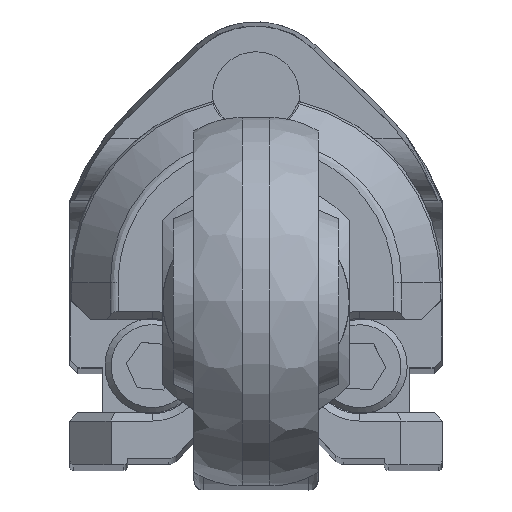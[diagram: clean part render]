
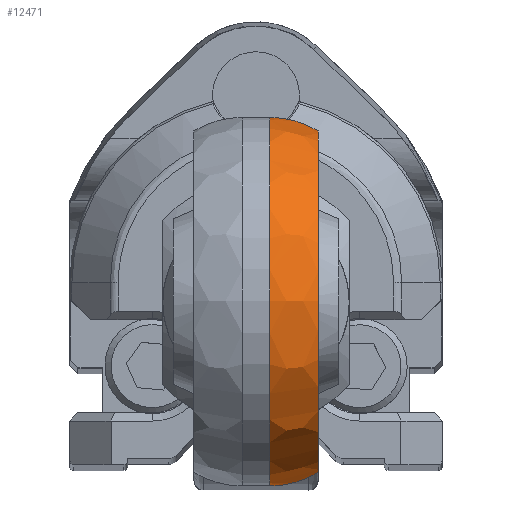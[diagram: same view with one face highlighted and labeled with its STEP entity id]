
A CAD part, top view. The second image highlights one B-rep face of the part: STEP entity #12471.
In plain terms, the highlighted free-form (B-spline) face has degree [3, 3] with [4, 7] control points.
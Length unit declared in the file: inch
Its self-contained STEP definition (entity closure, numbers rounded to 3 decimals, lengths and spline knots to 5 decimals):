
#285 = DIRECTION ( 'NONE',  ( -1., 0., 0. ) ) ;
#530 = CARTESIAN_POINT ( 'NONE',  ( 0.11811, 0.29589, 4.84942 ) ) ;
#549 = AXIS2_PLACEMENT_3D ( 'NONE', #5209, #5103, #14192 ) ;
#628 = CARTESIAN_POINT ( 'NONE',  ( 0.11811, -0.02872, 5.17403 ) ) ;
#932 = CARTESIAN_POINT ( 'NONE',  ( 0.0902, -0.22882, 5.191 ) ) ;
#1600 = AXIS2_PLACEMENT_3D ( 'NONE', #4655, #13846, #15605 ) ;
#1929 = CARTESIAN_POINT ( 'NONE',  ( 0.11811, -0.35334, 4.84942 ) ) ;
#2370 = CARTESIAN_POINT ( 'NONE',  ( 0.11811, -0.35334, 4.84942 ) ) ;
#2465 = CARTESIAN_POINT ( 'NONE',  ( 0.02608, 0.17653, 5.19981 ) ) ;
#3597 = CARTESIAN_POINT ( 'NONE',  ( 0.02608, -0.37912, 4.84942 ) ) ;
#3617 = VERTEX_POINT ( 'NONE', #1929 ) ;
#3981 = CARTESIAN_POINT ( 'NONE',  ( 0.05874, -0.02872, 5.19981 ) ) ;
#4390 = ORIENTED_EDGE ( 'NONE', *, *, #9283, .T. ) ;
#4655 = CARTESIAN_POINT ( 'NONE',  ( 0.02608, 0.14451, 4.84942 ) ) ;
#5103 = DIRECTION ( 'NONE',  ( 0., 0., 1. ) ) ;
#5112 = CARTESIAN_POINT ( 'NONE',  ( 0.02608, -0.37912, 4.84942 ) ) ;
#5209 = CARTESIAN_POINT ( 'NONE',  ( 0.02608, -0.20195, 4.84942 ) ) ;
#5218 = CARTESIAN_POINT ( 'NONE',  ( 0.02608, -0.02872, 5.19981 ) ) ;
#5314 = CARTESIAN_POINT ( 'NONE',  ( 0.0902, 0.31286, 5.04951 ) ) ;
#5470 = VERTEX_POINT ( 'NONE', #6588 ) ;
#5775 = AXIS2_PLACEMENT_3D ( 'NONE', #11177, #285, #12833 ) ;
#6588 = CARTESIAN_POINT ( 'NONE',  ( 0.02608, 0.32167, 4.84942 ) ) ;
#6738 = CARTESIAN_POINT ( 'NONE',  ( 0.02608, 0.32167, 4.84942 ) ) ;
#6982 = EDGE_CURVE ( 'NONE', #12486, #3617, #9303, .T. ) ;
#7033 = CARTESIAN_POINT ( 'NONE',  ( 0.05874, 0.32167, 5.05467 ) ) ;
#7133 = CARTESIAN_POINT ( 'NONE',  ( 0.11811, -0.35334, 5.03957 ) ) ;
#8001 = CARTESIAN_POINT ( 'NONE',  ( 0.02608, -0.02872, 4.84942 ) ) ;
#8270 = CARTESIAN_POINT ( 'NONE',  ( 0.0902, -0.3703, 5.04951 ) ) ;
#8463 = CARTESIAN_POINT ( 'NONE',  ( 0.05874, -0.37912, 5.05467 ) ) ;
#8563 = CARTESIAN_POINT ( 'NONE',  ( 0.0902, 0.17137, 5.191 ) ) ;
#8659 = CARTESIAN_POINT ( 'NONE',  ( 0.02608, -0.23398, 5.19981 ) ) ;
#8691 = EDGE_CURVE ( 'NONE', #5470, #10858, #11694, .T. ) ;
#9283 = EDGE_CURVE ( 'NONE', #5470, #12486, #9478, .T. ) ;
#9303 = CIRCLE ( 'NONE', #549, 0.17717 ) ;
#9478 = CIRCLE ( 'NONE', #11109, 0.35039 ) ;
#10185 = CARTESIAN_POINT ( 'NONE',  ( 0.05874, -0.23398, 5.19981 ) ) ;
#10330 = ORIENTED_EDGE ( 'NONE', *, *, #14775, .T. ) ;
#10554 =( BOUNDED_SURFACE ( )  B_SPLINE_SURFACE ( 3, 3, ( 
 ( #530, #16351, #17982, #628, #13068, #7133, #2370 ),
 ( #19210, #5314, #8563, #11530, #932, #8270, #17788 ),
 ( #14819, #7033, #13263, #3981, #10185, #8463, #16450 ),
 ( #6738, #17696, #2465, #5218, #8659, #13366, #5112 ) ),
 .UNSPECIFIED., .F., .F., .T. ) 
 B_SPLINE_SURFACE_WITH_KNOTS ( ( 4, 4 ),
 ( 4, 3, 4 ),
 ( 0., 1. ),
 ( 0., 0.5, 1. ),
 .UNSPECIFIED. ) 
 GEOMETRIC_REPRESENTATION_ITEM ( )  RATIONAL_B_SPLINE_SURFACE ( (
 ( 1., 0.805, 0.805, 1., 0.805, 0.805, 1.),
 ( 0.975, 0.785, 0.785, 0.975, 0.785, 0.785, 0.975),
 ( 0.975, 0.785, 0.785, 0.975, 0.785, 0.785, 0.975),
 ( 1., 0.805, 0.805, 1., 0.805, 0.805, 1.) ) ) 
 REPRESENTATION_ITEM ( '' )  SURFACE ( )  );
#10851 = ORIENTED_EDGE ( 'NONE', *, *, #6982, .T. ) ;
#10858 = VERTEX_POINT ( 'NONE', #13675 ) ;
#11109 = AXIS2_PLACEMENT_3D ( 'NONE', #8001, #14241, #13108 ) ;
#11177 = CARTESIAN_POINT ( 'NONE',  ( 0.11811, -0.02872, 4.84942 ) ) ;
#11530 = CARTESIAN_POINT ( 'NONE',  ( 0.0902, -0.02872, 5.191 ) ) ;
#11694 = CIRCLE ( 'NONE', #1600, 0.17717 ) ;
#12471 = ADVANCED_FACE ( 'NONE', ( #14625 ), #10554, .T. ) ;
#12486 = VERTEX_POINT ( 'NONE', #3597 ) ;
#12833 = DIRECTION ( 'NONE',  ( 0., 0., -1. ) ) ;
#13068 = CARTESIAN_POINT ( 'NONE',  ( 0.11811, -0.21888, 5.17403 ) ) ;
#13108 = DIRECTION ( 'NONE',  ( 0., 0., -1. ) ) ;
#13263 = CARTESIAN_POINT ( 'NONE',  ( 0.05874, 0.17653, 5.19981 ) ) ;
#13366 = CARTESIAN_POINT ( 'NONE',  ( 0.02608, -0.37912, 5.05467 ) ) ;
#13675 = CARTESIAN_POINT ( 'NONE',  ( 0.11811, 0.29589, 4.84942 ) ) ;
#13846 = DIRECTION ( 'NONE',  ( 0., 0., -1. ) ) ;
#14192 = DIRECTION ( 'NONE',  ( 0., -1., 0. ) ) ;
#14241 = DIRECTION ( 'NONE',  ( 1., 0., 0. ) ) ;
#14625 = FACE_OUTER_BOUND ( 'NONE', #14774, .T. ) ;
#14774 = EDGE_LOOP ( 'NONE', ( #10330, #19500, #4390, #10851 ) ) ;
#14775 = EDGE_CURVE ( 'NONE', #3617, #10858, #18498, .T. ) ;
#14819 = CARTESIAN_POINT ( 'NONE',  ( 0.05874, 0.32167, 4.84942 ) ) ;
#15605 = DIRECTION ( 'NONE',  ( 0.519, 0.854, 0. ) ) ;
#16351 = CARTESIAN_POINT ( 'NONE',  ( 0.11811, 0.29589, 5.03957 ) ) ;
#16450 = CARTESIAN_POINT ( 'NONE',  ( 0.05874, -0.37912, 4.84942 ) ) ;
#17696 = CARTESIAN_POINT ( 'NONE',  ( 0.02608, 0.32167, 5.05467 ) ) ;
#17788 = CARTESIAN_POINT ( 'NONE',  ( 0.0902, -0.3703, 4.84942 ) ) ;
#17982 = CARTESIAN_POINT ( 'NONE',  ( 0.11811, 0.16143, 5.17403 ) ) ;
#18498 = CIRCLE ( 'NONE', #5775, 0.32461 ) ;
#19210 = CARTESIAN_POINT ( 'NONE',  ( 0.0902, 0.31286, 4.84942 ) ) ;
#19500 = ORIENTED_EDGE ( 'NONE', *, *, #8691, .F. ) ;
